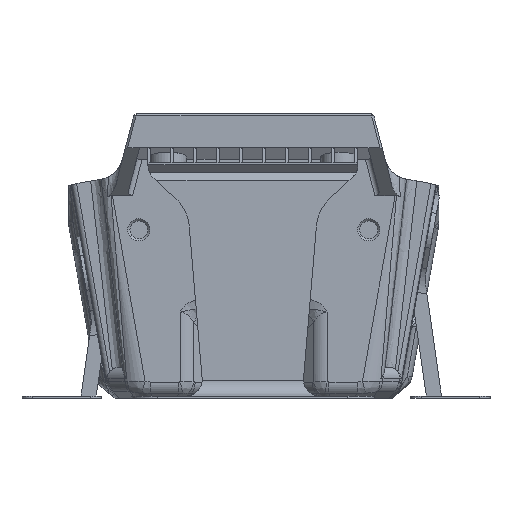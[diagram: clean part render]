
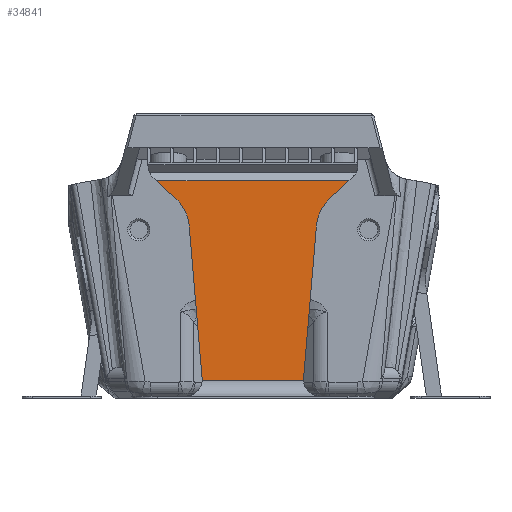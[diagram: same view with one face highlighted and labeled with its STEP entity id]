
A CAD part, front view. The second image highlights one B-rep face of the part: STEP entity #34841.
In plain terms, the highlighted planar face has unit normal (0, -1, 0).
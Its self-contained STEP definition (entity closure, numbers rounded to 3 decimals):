
#2361=CIRCLE('',#37906,3.);
#2362=CIRCLE('',#37907,3.);
#2363=CIRCLE('',#37908,8.);
#2364=CIRCLE('',#37909,8.);
#12419=ORIENTED_EDGE('',*,*,#17968,.T.);
#12420=ORIENTED_EDGE('',*,*,#17969,.T.);
#12421=ORIENTED_EDGE('',*,*,#17970,.T.);
#12422=ORIENTED_EDGE('',*,*,#17966,.F.);
#12423=ORIENTED_EDGE('',*,*,#17971,.T.);
#12424=ORIENTED_EDGE('',*,*,#17972,.T.);
#12425=ORIENTED_EDGE('',*,*,#17973,.F.);
#12426=ORIENTED_EDGE('',*,*,#17974,.F.);
#12427=ORIENTED_EDGE('',*,*,#17975,.T.);
#12428=ORIENTED_EDGE('',*,*,#17976,.T.);
#17966=EDGE_CURVE('',#21429,#21430,#24424,.T.);
#17968=EDGE_CURVE('',#21431,#21432,#2361,.T.);
#17969=EDGE_CURVE('',#21432,#21433,#24426,.F.);
#17970=EDGE_CURVE('',#21433,#21430,#2362,.T.);
#17971=EDGE_CURVE('',#21429,#21434,#2363,.T.);
#17972=EDGE_CURVE('',#21434,#21435,#24427,.T.);
#17973=EDGE_CURVE('',#21436,#21435,#24428,.T.);
#17974=EDGE_CURVE('',#21437,#21436,#24429,.T.);
#17975=EDGE_CURVE('',#21437,#21438,#2364,.T.);
#17976=EDGE_CURVE('',#21438,#21431,#24430,.T.);
#21429=VERTEX_POINT('',#65529);
#21430=VERTEX_POINT('',#65531);
#21431=VERTEX_POINT('',#65535);
#21432=VERTEX_POINT('',#65536);
#21433=VERTEX_POINT('',#65538);
#21434=VERTEX_POINT('',#65541);
#21435=VERTEX_POINT('',#65543);
#21436=VERTEX_POINT('',#65545);
#21437=VERTEX_POINT('',#65547);
#21438=VERTEX_POINT('',#65549);
#24424=LINE('',#65530,#27492);
#24426=LINE('',#65537,#27494);
#24427=LINE('',#65542,#27495);
#24428=LINE('',#65544,#27496);
#24429=LINE('',#65546,#27497);
#24430=LINE('',#65550,#27498);
#27492=VECTOR('',#46349,1000.);
#27494=VECTOR('',#46355,1000.);
#27495=VECTOR('',#46360,1000.);
#27496=VECTOR('',#46361,1000.);
#27497=VECTOR('',#46362,1000.);
#27498=VECTOR('',#46365,1000.);
#29747=EDGE_LOOP('',(#12419,#12420,#12421,#12422,#12423,#12424,#12425,#12426,
#12427,#12428));
#31815=FACE_BOUND('',#29747,.T.);
#32940=PLANE('',#37905);
#34841=ADVANCED_FACE('',(#31815),#32940,.F.);
#37905=AXIS2_PLACEMENT_3D('',#65533,#46351,#46352);
#37906=AXIS2_PLACEMENT_3D('',#65534,#46353,#46354);
#37907=AXIS2_PLACEMENT_3D('',#65539,#46356,#46357);
#37908=AXIS2_PLACEMENT_3D('',#65540,#46358,#46359);
#37909=AXIS2_PLACEMENT_3D('',#65548,#46363,#46364);
#46349=DIRECTION('',(-0.084,0.,-0.996));
#46351=DIRECTION('',(0.,1.,0.));
#46352=DIRECTION('',(0.,0.,1.));
#46353=DIRECTION('',(0.,1.,0.));
#46354=DIRECTION('',(0.,0.,1.));
#46355=DIRECTION('',(-1.,0.,0.));
#46356=DIRECTION('',(0.,1.,0.));
#46357=DIRECTION('',(0.,0.,1.));
#46358=DIRECTION('',(0.,1.,0.));
#46359=DIRECTION('',(0.,0.,1.));
#46360=DIRECTION('',(0.731,0.,0.682));
#46361=DIRECTION('',(1.,0.,0.));
#46362=DIRECTION('',(-0.731,0.,0.682));
#46363=DIRECTION('',(0.,1.,0.));
#46364=DIRECTION('',(0.,0.,1.));
#46365=DIRECTION('',(0.084,0.,-0.996));
#65529=CARTESIAN_POINT('',(11.856,-32.314,32.579));
#65530=CARTESIAN_POINT('',(36.482,-32.314,324.724));
#65531=CARTESIAN_POINT('',(9.418,-32.314,3.652));
#65533=CARTESIAN_POINT('',(0.,-32.314,327.8));
#65534=CARTESIAN_POINT('',(-12.767,-32.314,3.4));
#65535=CARTESIAN_POINT('',(-9.777,-32.314,3.652));
#65536=CARTESIAN_POINT('',(-9.767,-32.314,3.4));
#65537=CARTESIAN_POINT('',(9.143,-32.314,3.4));
#65538=CARTESIAN_POINT('',(9.407,-32.314,3.4));
#65539=CARTESIAN_POINT('',(12.407,-32.314,3.4));
#65540=CARTESIAN_POINT('',(19.828,-32.314,31.907));
#65541=CARTESIAN_POINT('',(14.372,-32.314,37.757));
#65542=CARTESIAN_POINT('',(16.736,-32.314,39.963));
#65543=CARTESIAN_POINT('',(17.982,-32.314,41.124));
#65544=CARTESIAN_POINT('',(-65.369,-32.314,41.124));
#65545=CARTESIAN_POINT('',(-18.341,-32.314,41.124));
#65546=CARTESIAN_POINT('',(-17.096,-32.314,39.963));
#65547=CARTESIAN_POINT('',(-14.731,-32.314,37.757));
#65548=CARTESIAN_POINT('',(-20.187,-32.314,31.907));
#65549=CARTESIAN_POINT('',(-12.216,-32.314,32.579));
#65550=CARTESIAN_POINT('',(-36.839,-32.314,324.694));
